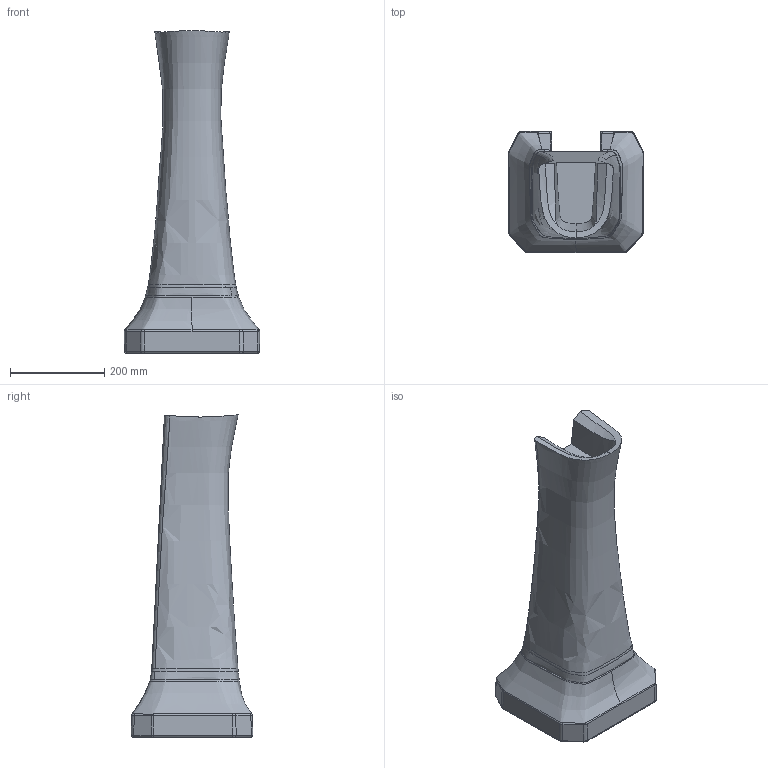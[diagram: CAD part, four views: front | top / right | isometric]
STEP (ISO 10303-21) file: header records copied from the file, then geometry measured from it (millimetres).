
FILE_DESCRIPTION(/* description */ (''),/* implementation_level */ '2;1');
FILE_NAME(/* name */ 'P1',/* time_stamp */ '2022-03-09T08:44:01+08:00',/* author */ (''),/* organization */ (''),/* preprocessor_version */ 'ST-DEVELOPER v15',/* originating_system */ '',/* authorisation */ '');
FILE_SCHEMA (('AUTOMOTIVE_DESIGN'));
Length unit declared in the file: millimetre
Products named in the file (1): Document
Bounding box: 288.86 x 257.86 x 685.05 mm (x, y, z)
Surface area: 527950.3 mm2 (no closed solid volume)
Topology: 0 solids, 1 shells, 104 faces, 262 edges, 158 vertices
Faces by surface type: bspline 85, plane 19
Entity records: 30786 total; most frequent: CARTESIAN_POINT 29340, ORIENTED_EDGE 516, EDGE_CURVE 262, VERTEX_POINT 158, ADVANCED_FACE 104, FACE_OUTER_BOUND 104, EDGE_LOOP 104, B_SPLINE_CURVE_WITH_KNOTS 102
